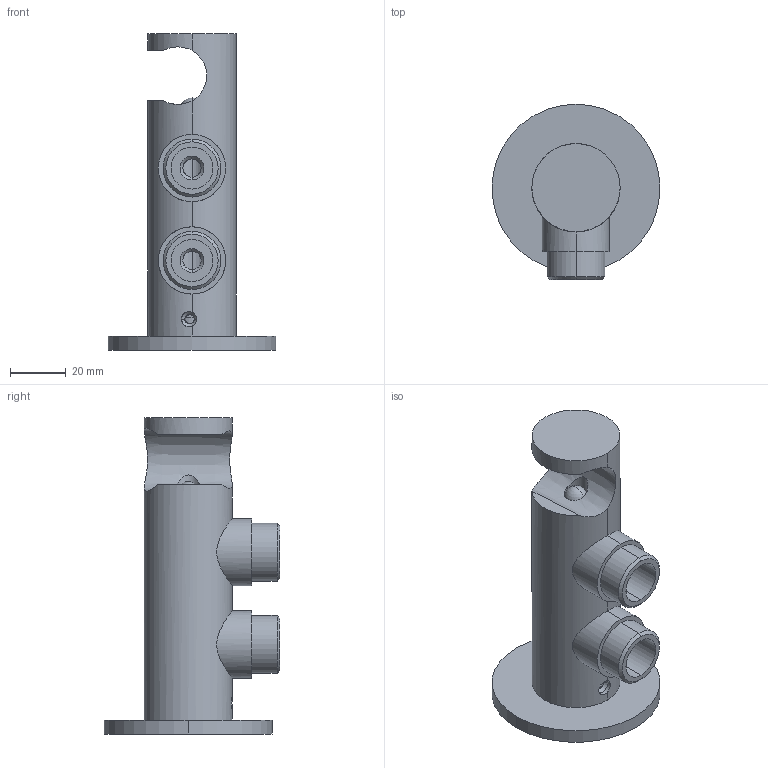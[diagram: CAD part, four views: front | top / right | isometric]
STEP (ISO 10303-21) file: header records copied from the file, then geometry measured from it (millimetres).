
FILE_DESCRIPTION((''),'2;1');
FILE_NAME('ZSUP028CR','2021-11-23T10:43:56',('ut3'),('PAFFONI SpA'),'CREO PARAMETRIC BY PTC INC, 2020044','CREO PARAMETRIC BY PTC INC, 2020044','');
FILE_SCHEMA(('CONFIG_CONTROL_DESIGN','SHAPE_APPEARANCE_LAYERS_GROUPS'));
Length unit declared in the file: millimetre
Products named in the file (1): ZSUP028CR
Bounding box: 60 x 62.75 x 113.1 mm (x, y, z)
Volume: 88099.9 mm3; surface area: 28962 mm2
Topology: 2 solids, 2 shells, 164 faces, 412 edges, 267 vertices
Faces by surface type: cylinder 72, plane 69, cone 17, torus 4, sphere 2
Entity records: 6719 total; most frequent: CARTESIAN_POINT 1378, DIRECTION 861, ORIENTED_EDGE 812, EDGE_CURVE 406, AXIS2_PLACEMENT_3D 353, VERTEX_POINT 267, FILL_AREA_STYLE_COLOUR 195, FILL_AREA_STYLE 195
